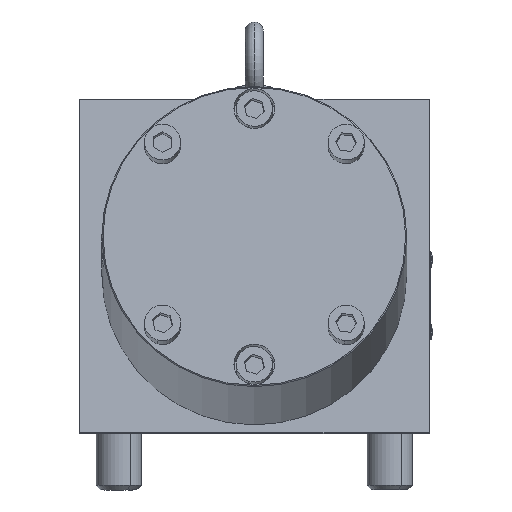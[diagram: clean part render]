
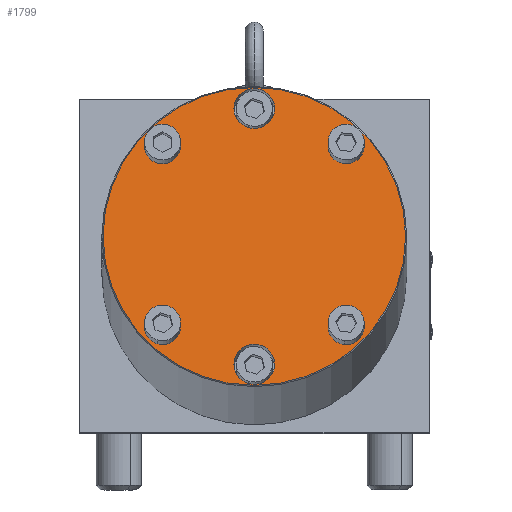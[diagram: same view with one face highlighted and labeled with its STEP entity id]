
A CAD part, left-side view. The second image highlights one B-rep face of the part: STEP entity #1799.
In plain terms, the highlighted planar face has unit normal (-0.985, 0, 0.174).
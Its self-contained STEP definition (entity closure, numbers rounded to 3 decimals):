
#1799=ADVANCED_FACE('',(#4652,#4653,#4654,#4655,#4656,#4657,#4658),#4659,.T.);
#4652=FACE_BOUND('',#8951,.T.);
#4653=FACE_BOUND('',#8952,.T.);
#4654=FACE_OUTER_BOUND('',#8953,.T.);
#4655=FACE_BOUND('',#8954,.T.);
#4656=FACE_BOUND('',#8955,.T.);
#4657=FACE_BOUND('',#8956,.T.);
#4658=FACE_BOUND('',#8957,.T.);
#4659=PLANE('',#8958);
#8951=EDGE_LOOP('',(#13730,#13731));
#8952=EDGE_LOOP('',(#13732,#13733));
#8953=EDGE_LOOP('',(#13734,#13735));
#8954=EDGE_LOOP('',(#13736,#13737));
#8955=EDGE_LOOP('',(#13738,#13739));
#8956=EDGE_LOOP('',(#13740,#13741));
#8957=EDGE_LOOP('',(#13742,#13743));
#8958=AXIS2_PLACEMENT_3D('',#13744,#13745,#13746);
#13730=ORIENTED_EDGE('',*,*,#24915,.T.);
#13731=ORIENTED_EDGE('',*,*,#25172,.T.);
#13732=ORIENTED_EDGE('',*,*,#24905,.T.);
#13733=ORIENTED_EDGE('',*,*,#25173,.T.);
#13734=ORIENTED_EDGE('',*,*,#24895,.F.);
#13735=ORIENTED_EDGE('',*,*,#25174,.F.);
#13736=ORIENTED_EDGE('',*,*,#24920,.T.);
#13737=ORIENTED_EDGE('',*,*,#25170,.T.);
#13738=ORIENTED_EDGE('',*,*,#24925,.T.);
#13739=ORIENTED_EDGE('',*,*,#25167,.T.);
#13740=ORIENTED_EDGE('',*,*,#24930,.T.);
#13741=ORIENTED_EDGE('',*,*,#25164,.T.);
#13742=ORIENTED_EDGE('',*,*,#24935,.T.);
#13743=ORIENTED_EDGE('',*,*,#25161,.T.);
#13744=CARTESIAN_POINT('',(-84.114,111.,87.326));
#13745=DIRECTION('',(-0.985,0.,0.174));
#13746=DIRECTION('',(0.,-1.0,0.));
#24895=EDGE_CURVE('',#29394,#29397,#29398,.T.);
#24905=EDGE_CURVE('',#29415,#29412,#29416,.T.);
#24915=EDGE_CURVE('',#29433,#29430,#29434,.T.);
#24920=EDGE_CURVE('',#29442,#29439,#29443,.T.);
#24925=EDGE_CURVE('',#29451,#29448,#29452,.T.);
#24930=EDGE_CURVE('',#29460,#29457,#29461,.T.);
#24935=EDGE_CURVE('',#29469,#29466,#29470,.T.);
#25161=EDGE_CURVE('',#29466,#29469,#29789,.T.);
#25164=EDGE_CURVE('',#29457,#29460,#29792,.T.);
#25167=EDGE_CURVE('',#29448,#29451,#29795,.T.);
#25170=EDGE_CURVE('',#29439,#29442,#29798,.T.);
#25172=EDGE_CURVE('',#29430,#29433,#29800,.T.);
#25173=EDGE_CURVE('',#29412,#29415,#29801,.T.);
#25174=EDGE_CURVE('',#29397,#29394,#29802,.T.);
#29394=VERTEX_POINT('',#35972);
#29397=VERTEX_POINT('',#35976);
#29398=CIRCLE('',#35977,67.);
#29412=VERTEX_POINT('',#35994);
#29415=VERTEX_POINT('',#35998);
#29416=CIRCLE('',#35999,9.);
#29430=VERTEX_POINT('',#36016);
#29433=VERTEX_POINT('',#36020);
#29434=CIRCLE('',#36021,9.);
#29439=VERTEX_POINT('',#36027);
#29442=VERTEX_POINT('',#36031);
#29443=CIRCLE('',#36032,5.5);
#29448=VERTEX_POINT('',#36038);
#29451=VERTEX_POINT('',#36042);
#29452=CIRCLE('',#36043,5.5);
#29457=VERTEX_POINT('',#36049);
#29460=VERTEX_POINT('',#36053);
#29461=CIRCLE('',#36054,5.5);
#29466=VERTEX_POINT('',#36060);
#29469=VERTEX_POINT('',#36064);
#29470=CIRCLE('',#36065,5.5);
#29789=CIRCLE('',#36886,5.5);
#29792=CIRCLE('',#36889,5.5);
#29795=CIRCLE('',#36892,5.5);
#29798=CIRCLE('',#36895,5.5);
#29800=CIRCLE('',#36897,9.);
#29801=CIRCLE('',#36898,9.);
#29802=CIRCLE('',#36899,67.);
#35972=CARTESIAN_POINT('',(-84.114,144.5,87.326));
#35976=CARTESIAN_POINT('',(-84.114,10.5,87.326));
#35977=AXIS2_PLACEMENT_3D('',#47150,#47151,#47152);
#35994=CARTESIAN_POINT('',(-74.129,68.5,143.953));
#35998=CARTESIAN_POINT('',(-74.129,86.5,143.953));
#35999=AXIS2_PLACEMENT_3D('',#47166,#47167,#47168);
#36016=CARTESIAN_POINT('',(-94.099,86.5,30.7));
#36020=CARTESIAN_POINT('',(-94.099,68.5,30.7));
#36021=AXIS2_PLACEMENT_3D('',#47182,#47183,#47184);
#36027=CARTESIAN_POINT('',(-76.098,118.159,132.784));
#36031=CARTESIAN_POINT('',(-78.009,118.159,121.951));
#36032=AXIS2_PLACEMENT_3D('',#47190,#47191,#47192);
#36038=CARTESIAN_POINT('',(-91.174,123.659,47.285));
#36042=CARTESIAN_POINT('',(-91.174,112.659,47.285));
#36043=AXIS2_PLACEMENT_3D('',#47198,#47199,#47200);
#36049=CARTESIAN_POINT('',(-92.129,36.841,41.869));
#36053=CARTESIAN_POINT('',(-90.219,36.841,52.702));
#36054=AXIS2_PLACEMENT_3D('',#47206,#47207,#47208);
#36060=CARTESIAN_POINT('',(-77.054,31.341,127.367));
#36064=CARTESIAN_POINT('',(-77.054,42.341,127.367));
#36065=AXIS2_PLACEMENT_3D('',#47214,#47215,#47216);
#36886=AXIS2_PLACEMENT_3D('',#47471,#47472,#47473);
#36889=AXIS2_PLACEMENT_3D('',#47477,#47478,#47479);
#36892=AXIS2_PLACEMENT_3D('',#47483,#47484,#47485);
#36895=AXIS2_PLACEMENT_3D('',#47489,#47490,#47491);
#36897=AXIS2_PLACEMENT_3D('',#47492,#47493,#47494);
#36898=AXIS2_PLACEMENT_3D('',#47495,#47496,#47497);
#36899=AXIS2_PLACEMENT_3D('',#47498,#47499,#47500);
#47150=CARTESIAN_POINT('',(-84.114,77.5,87.326));
#47151=DIRECTION('',(0.985,0.,-0.174));
#47152=DIRECTION('',(0.,1.0,0.));
#47166=CARTESIAN_POINT('',(-74.129,77.5,143.953));
#47167=DIRECTION('',(0.985,0.,-0.174));
#47168=DIRECTION('',(0.,-1.0,0.));
#47182=CARTESIAN_POINT('',(-94.099,77.5,30.7));
#47183=DIRECTION('',(0.985,0.,-0.174));
#47184=DIRECTION('',(0.,1.0,0.));
#47190=CARTESIAN_POINT('',(-77.054,118.159,127.367));
#47191=DIRECTION('',(0.985,0.,-0.174));
#47192=DIRECTION('',(0.174,0.,0.985));
#47198=CARTESIAN_POINT('',(-91.174,118.159,47.285));
#47199=DIRECTION('',(0.985,0.,-0.174));
#47200=DIRECTION('',(0.,1.0,0.));
#47206=CARTESIAN_POINT('',(-91.174,36.841,47.285));
#47207=DIRECTION('',(0.985,0.,-0.174));
#47208=DIRECTION('',(-0.174,0.,-0.985));
#47214=CARTESIAN_POINT('',(-77.054,36.841,127.367));
#47215=DIRECTION('',(0.985,0.,-0.174));
#47216=DIRECTION('',(0.,-1.0,0.));
#47471=CARTESIAN_POINT('',(-77.054,36.841,127.367));
#47472=DIRECTION('',(0.985,0.,-0.174));
#47473=DIRECTION('',(0.,-1.0,0.));
#47477=CARTESIAN_POINT('',(-91.174,36.841,47.285));
#47478=DIRECTION('',(0.985,0.,-0.174));
#47479=DIRECTION('',(-0.174,0.,-0.985));
#47483=CARTESIAN_POINT('',(-91.174,118.159,47.285));
#47484=DIRECTION('',(0.985,0.,-0.174));
#47485=DIRECTION('',(0.,1.0,0.));
#47489=CARTESIAN_POINT('',(-77.054,118.159,127.367));
#47490=DIRECTION('',(0.985,0.,-0.174));
#47491=DIRECTION('',(0.174,0.,0.985));
#47492=CARTESIAN_POINT('',(-94.099,77.5,30.7));
#47493=DIRECTION('',(0.985,0.,-0.174));
#47494=DIRECTION('',(0.,1.0,0.));
#47495=CARTESIAN_POINT('',(-74.129,77.5,143.953));
#47496=DIRECTION('',(0.985,0.,-0.174));
#47497=DIRECTION('',(0.,-1.0,0.));
#47498=CARTESIAN_POINT('',(-84.114,77.5,87.326));
#47499=DIRECTION('',(0.985,0.,-0.174));
#47500=DIRECTION('',(0.,1.0,0.));
